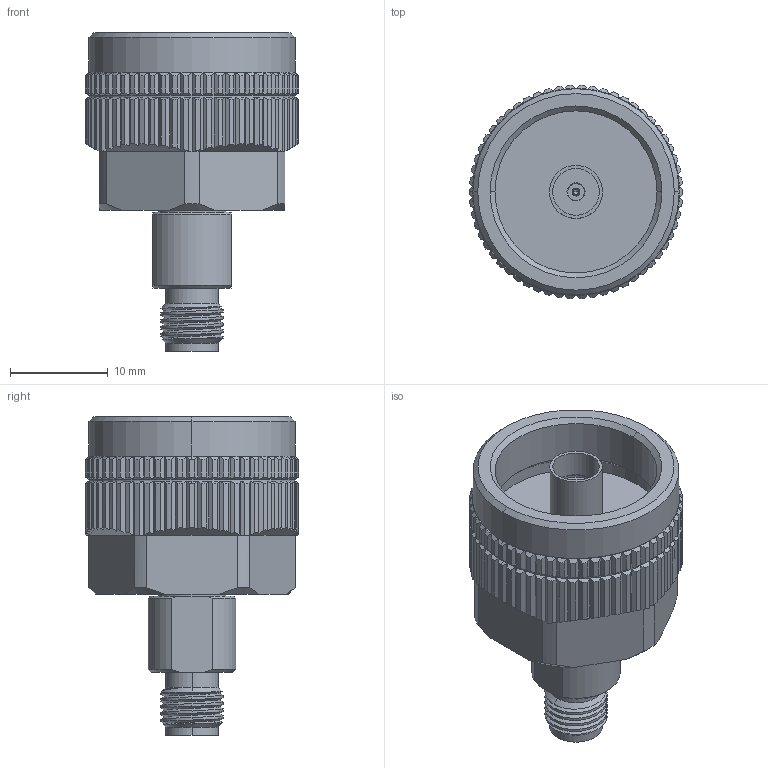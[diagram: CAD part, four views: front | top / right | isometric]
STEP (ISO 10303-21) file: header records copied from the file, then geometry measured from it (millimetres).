
FILE_DESCRIPTION (( 'STEP AP214' ), '1' );
FILE_NAME ('CT-VFN3F-LN1.STEP', '2025-01-24T01:15:57', ( '' ), ( '' ), 'SwSTEP 2.0', 'SolidWorks 2021', '' );
FILE_SCHEMA (( 'AUTOMOTIVE_DESIGN' ));
Length unit declared in the file: inch
Products named in the file (1): CT-VFN3F-LN1
Bounding box: 21.8 x 21.79 x 32.58 mm (x, y, z)
Volume: 5431 mm3; surface area: 3303.4 mm2
Topology: 2 solids, 2 shells, 587 faces, 1654 edges, 1082 vertices
Faces by surface type: plane 304, cylinder 179, cone 102, bspline 2
Entity records: 27803 total; most frequent: CARTESIAN_POINT 5616, ORIENTED_EDGE 3296, DIRECTION 2759, EDGE_CURVE 1648, VERTEX_POINT 1082, AXIS2_PLACEMENT_3D 995, LINE 769, VECTOR 769
